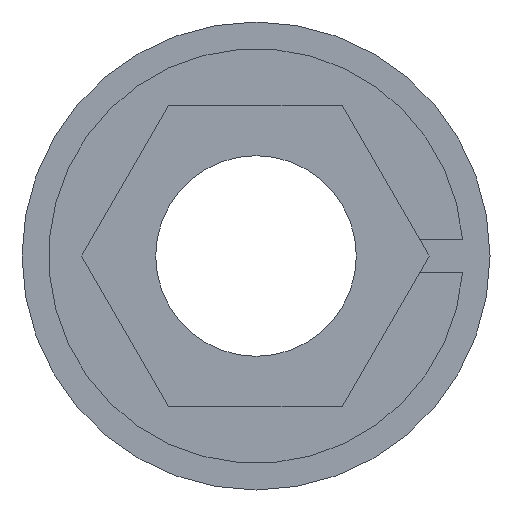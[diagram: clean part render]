
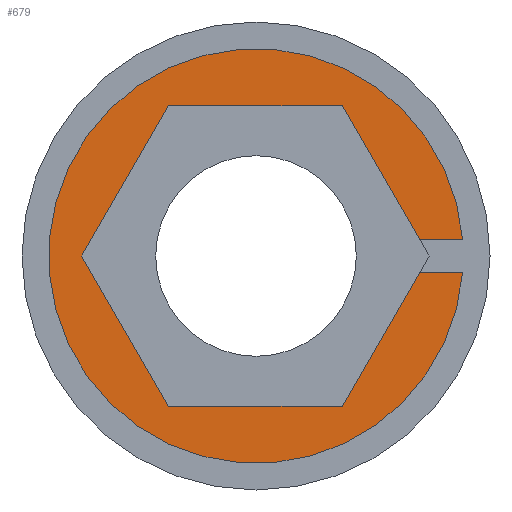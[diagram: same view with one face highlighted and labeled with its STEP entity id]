
A CAD part, front view. The second image highlights one B-rep face of the part: STEP entity #679.
In plain terms, the highlighted planar face has unit normal (0, -1, 0).
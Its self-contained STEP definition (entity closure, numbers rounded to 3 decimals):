
#535=CARTESIAN_POINT('',(3.09,-5.8,-0.25));
#536=VERTEX_POINT('',#535);
#551=CARTESIAN_POINT('',(1.53,-5.8,-0.25));
#552=VERTEX_POINT('',#551);
#559=CARTESIAN_POINT('',(3.09,-5.8,-0.25));
#560=DIRECTION('',(-1.0,0.0,0.0));
#561=VECTOR('',#560,1.56);
#562=LINE('',#559,#561);
#563=EDGE_CURVE('',#536,#552,#562,.T.);
#573=CARTESIAN_POINT('',(3.09,-5.8,0.25));
#574=VERTEX_POINT('',#573);
#583=CARTESIAN_POINT('',(1.53,-5.8,0.25));
#584=VERTEX_POINT('',#583);
#585=CARTESIAN_POINT('',(1.53,-5.8,0.25));
#586=DIRECTION('',(1.0,0.0,0.0));
#587=VECTOR('',#586,1.56);
#588=LINE('',#585,#587);
#589=EDGE_CURVE('',#584,#574,#588,.T.);
#614=CARTESIAN_POINT('',(0.,-5.8,0.0));
#615=DIRECTION('',(0.0,1.0,0.0));
#616=DIRECTION('',(0.0,0.0,-1.0));
#617=AXIS2_PLACEMENT_3D('',#614,#615,#616);
#618=CIRCLE('',#617,3.1);
#619=EDGE_CURVE('',#536,#574,#618,.T.);
#646=CARTESIAN_POINT('',(0.,-5.8,0.0));
#647=DIRECTION('',(0.0,1.0,0.0));
#648=DIRECTION('',(0.0,0.0,-1.0));
#649=AXIS2_PLACEMENT_3D('',#646,#647,#648);
#650=CIRCLE('',#649,1.55);
#651=EDGE_CURVE('',#552,#584,#650,.T.);
#668=CARTESIAN_POINT('',(0.,-5.8,0.0));
#669=DIRECTION('',(0.0,-1.0,0.0));
#670=DIRECTION('',(-1.0,0.0,0.0));
#671=AXIS2_PLACEMENT_3D('',#668,#669,#670);
#672=PLANE('',#671);
#673=ORIENTED_EDGE('',*,*,#589,.T.);
#674=ORIENTED_EDGE('',*,*,#619,.F.);
#675=ORIENTED_EDGE('',*,*,#563,.T.);
#676=ORIENTED_EDGE('',*,*,#651,.T.);
#677=EDGE_LOOP('',(#673,#674,#675,#676));
#678=FACE_OUTER_BOUND('',#677,.T.);
#679=ADVANCED_FACE('',(#678),#672,.T.);
